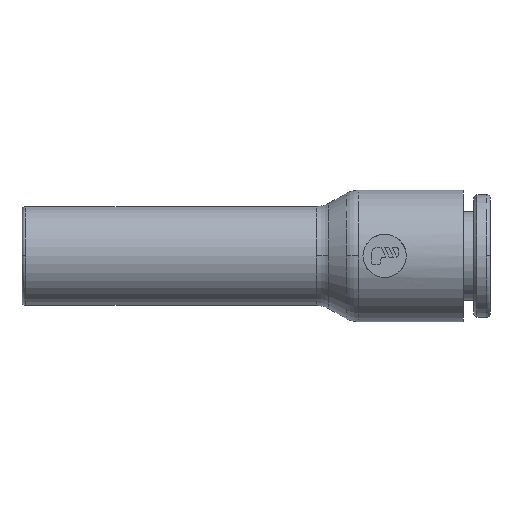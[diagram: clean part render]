
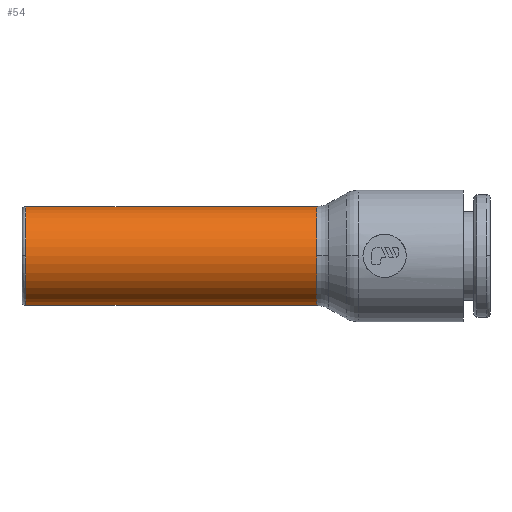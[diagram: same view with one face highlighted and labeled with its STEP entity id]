
A CAD part, top view. The second image highlights one B-rep face of the part: STEP entity #54.
In plain terms, the highlighted cylindrical face has radius 4 mm (diameter 8 mm), a partial arc.
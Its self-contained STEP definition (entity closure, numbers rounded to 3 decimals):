
#54=ADVANCED_FACE('',(#118),#119,.T.);
#118=FACE_OUTER_BOUND('',#235,.T.);
#119=CYLINDRICAL_SURFACE('',#236,4.0);
#235=EDGE_LOOP('',(#402,#403,#404,#405,#406,#407));
#236=AXIS2_PLACEMENT_3D('',#408,#409,#410);
#402=ORIENTED_EDGE('',*,*,#805,.F.);
#403=ORIENTED_EDGE('',*,*,#806,.T.);
#404=ORIENTED_EDGE('',*,*,#807,.T.);
#405=ORIENTED_EDGE('',*,*,#808,.F.);
#406=ORIENTED_EDGE('',*,*,#801,.F.);
#407=ORIENTED_EDGE('',*,*,#809,.F.);
#408=CARTESIAN_POINT('',(-26.055,0.,0.0));
#409=DIRECTION('',(1.0,0.0,0.0));
#410=DIRECTION('',(0.0,1.0,0.0));
#801=EDGE_CURVE('',#964,#966,#967,.T.);
#805=EDGE_CURVE('',#973,#974,#975,.T.);
#806=EDGE_CURVE('',#973,#976,#977,.T.);
#807=EDGE_CURVE('',#976,#978,#979,.T.);
#808=EDGE_CURVE('',#966,#978,#980,.T.);
#809=EDGE_CURVE('',#974,#964,#981,.T.);
#964=VERTEX_POINT('',#1266);
#966=VERTEX_POINT('',#1268);
#967=CIRCLE('',#1269,4.0);
#973=VERTEX_POINT('',#1275);
#974=VERTEX_POINT('',#1276);
#975=LINE('',#1277,#1278);
#976=VERTEX_POINT('',#1279);
#977=CIRCLE('',#1280,4.0);
#978=VERTEX_POINT('',#1281);
#979=CIRCLE('',#1282,4.0);
#980=LINE('',#1283,#1284);
#981=CIRCLE('',#1285,4.0);
#1266=CARTESIAN_POINT('',(-14.03,0.,4.0));
#1268=CARTESIAN_POINT('',(-14.03,-4.0,0.));
#1269=AXIS2_PLACEMENT_3D('',#1558,#1559,#1560);
#1275=CARTESIAN_POINT('',(-37.58,4.,0.));
#1276=CARTESIAN_POINT('',(-14.03,4.0,0.0));
#1277=CARTESIAN_POINT('',(-26.055,4.0,0.));
#1278=VECTOR('',#1570,1.0);
#1279=CARTESIAN_POINT('',(-37.58,0.,4.0));
#1280=AXIS2_PLACEMENT_3D('',#1571,#1572,#1573);
#1281=CARTESIAN_POINT('',(-37.58,-4.0,0.0));
#1282=AXIS2_PLACEMENT_3D('',#1574,#1575,#1576);
#1283=CARTESIAN_POINT('',(-26.055,-4.0,0.));
#1284=VECTOR('',#1577,1.0);
#1285=AXIS2_PLACEMENT_3D('',#1578,#1579,#1580);
#1558=CARTESIAN_POINT('',(-14.03,0.,0.0));
#1559=DIRECTION('',(1.0,0.0,0.0));
#1560=DIRECTION('',(0.0,1.0,0.0));
#1570=DIRECTION('',(1.0,0.0,0.0));
#1571=CARTESIAN_POINT('',(-37.58,0.,0.0));
#1572=DIRECTION('',(1.0,0.0,0.0));
#1573=DIRECTION('',(0.0,1.0,0.0));
#1574=CARTESIAN_POINT('',(-37.58,0.,0.0));
#1575=DIRECTION('',(1.0,0.0,0.0));
#1576=DIRECTION('',(0.0,1.0,0.0));
#1577=DIRECTION('',(-1.0,-0.0,-0.0));
#1578=CARTESIAN_POINT('',(-14.03,0.,0.0));
#1579=DIRECTION('',(1.0,0.0,0.0));
#1580=DIRECTION('',(0.0,1.0,0.0));
